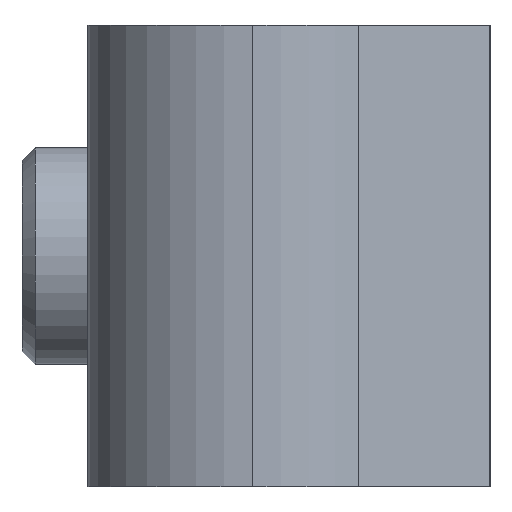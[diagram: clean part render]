
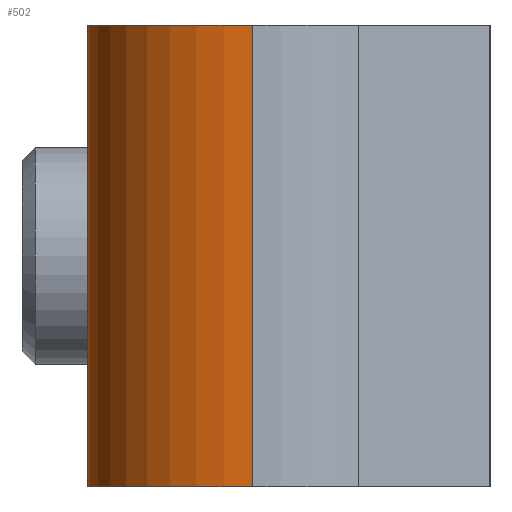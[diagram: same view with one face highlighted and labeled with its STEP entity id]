
A CAD part, left-side view. The second image highlights one B-rep face of the part: STEP entity #502.
In plain terms, the highlighted cylindrical face has radius 2.5 mm (diameter 5 mm), a partial arc.
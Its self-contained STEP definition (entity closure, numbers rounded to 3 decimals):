
#19 = DIRECTION ( 'NONE',  ( 0., 0., -1. ) ) ;
#21 = DIRECTION ( 'NONE',  ( -1., 0., 0. ) ) ;
#23 = CARTESIAN_POINT ( 'NONE',  ( -6.207, -2.5, 7. ) ) ;
#39 = CARTESIAN_POINT ( 'NONE',  ( -6.207, -2.5, 0. ) ) ;
#42 = DIRECTION ( 'NONE',  ( 0., 0., -1. ) ) ;
#43 = DIRECTION ( 'NONE',  ( 1., 0., 0. ) ) ;
#44 = CARTESIAN_POINT ( 'NONE',  ( -8.707, -2.5, 7. ) ) ;
#152 = CARTESIAN_POINT ( 'NONE',  ( -6.207, -2.5, 7. ) ) ;
#156 = DIRECTION ( 'NONE',  ( 0., 0., -1. ) ) ;
#157 = DIRECTION ( 'NONE',  ( 1., 0., 0. ) ) ;
#218 = CARTESIAN_POINT ( 'NONE',  ( -8.707, -2.5, 7. ) ) ;
#225 = CARTESIAN_POINT ( 'NONE',  ( -6.207, 0., 7. ) ) ;
#230 = CARTESIAN_POINT ( 'NONE',  ( -8.707, -2.5, 0. ) ) ;
#234 = CARTESIAN_POINT ( 'NONE',  ( -6.207, 0., 0. ) ) ;
#408 = DIRECTION ( 'NONE',  ( 0., 0., -1. ) ) ;
#502 = ADVANCED_FACE ( 'NONE', ( #1041 ), #1034, .T. ) ;
#518 = AXIS2_PLACEMENT_3D ( 'NONE', #152, #156, #157 ) ;
#552 = AXIS2_PLACEMENT_3D ( 'NONE', #39, #42, #43 ) ;
#639 = AXIS2_PLACEMENT_3D ( 'NONE', #23, #19, #21 ) ;
#665 = CARTESIAN_POINT ( 'NONE',  ( -6.207, 0., 7. ) ) ;
#666 = DIRECTION ( 'NONE',  ( 0., 0., -1. ) ) ;
#681 = EDGE_CURVE ( 'NONE', #1375, #1384, #1008, .T. ) ;
#691 = EDGE_CURVE ( 'NONE', #1380, #1384, #992, .T. ) ;
#696 = EDGE_CURVE ( 'NONE', #1364, #1380, #987, .T. ) ;
#755 = EDGE_CURVE ( 'NONE', #1364, #1375, #892, .T. ) ;
#892 = CIRCLE ( 'NONE', #518, 2.5 ) ;
#987 = LINE ( 'NONE', #44, #998 ) ;
#992 = CIRCLE ( 'NONE', #552, 2.5 ) ;
#998 = VECTOR ( 'NONE', #408, 1000. ) ;
#1005 = VECTOR ( 'NONE', #666, 1000. ) ;
#1008 = LINE ( 'NONE', #665, #1005 ) ;
#1034 = CYLINDRICAL_SURFACE ( 'NONE', #639, 2.5 ) ;
#1041 = FACE_OUTER_BOUND ( 'NONE', #1187, .T. ) ;
#1187 = EDGE_LOOP ( 'NONE', ( #1213, #1211, #1210, #1282 ) ) ;
#1210 = ORIENTED_EDGE ( 'NONE', *, *, #681, .T. ) ;
#1211 = ORIENTED_EDGE ( 'NONE', *, *, #755, .T. ) ;
#1213 = ORIENTED_EDGE ( 'NONE', *, *, #696, .F. ) ;
#1282 = ORIENTED_EDGE ( 'NONE', *, *, #691, .F. ) ;
#1364 = VERTEX_POINT ( 'NONE', #218 ) ;
#1375 = VERTEX_POINT ( 'NONE', #225 ) ;
#1380 = VERTEX_POINT ( 'NONE', #230 ) ;
#1384 = VERTEX_POINT ( 'NONE', #234 ) ;
